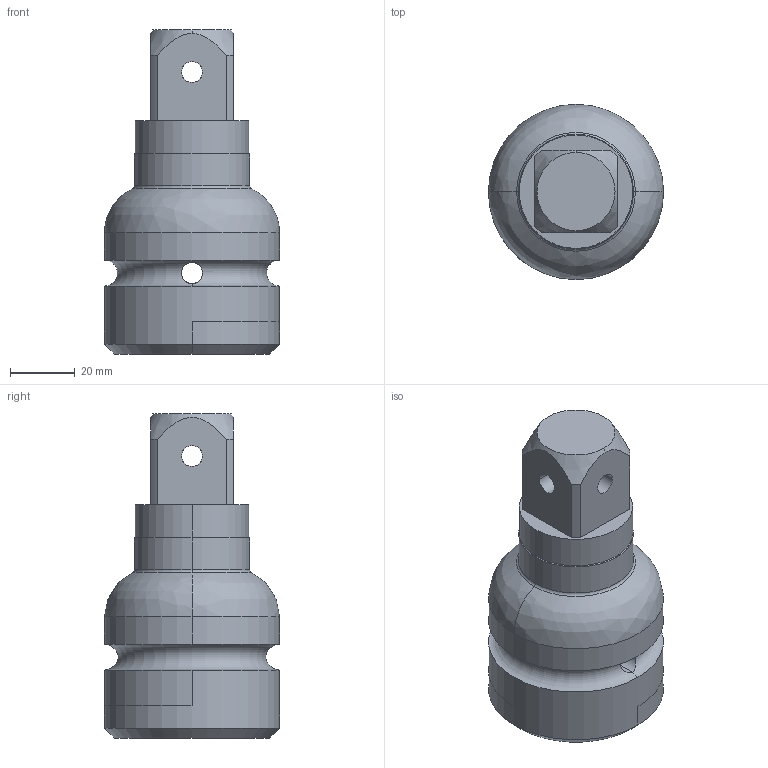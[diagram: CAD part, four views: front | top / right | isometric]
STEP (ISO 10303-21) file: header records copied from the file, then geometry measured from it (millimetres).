
FILE_DESCRIPTION((''),'2;1');
FILE_NAME('4027045220','2023-08-10T12:51:59',('a00528554'),(''),'CREO PARAMETRIC BY PTC INC, 2022414','CREO PARAMETRIC BY PTC INC, 2022414','');
FILE_SCHEMA(('CONFIG_CONTROL_DESIGN','GEOMETRIC_VALIDATION_PROPERTIES_MIM'));
Length unit declared in the file: millimetre
Products named in the file (1): 4027045220
Bounding box: 54 x 54 x 100 mm (x, y, z)
Volume: 113133.4 mm3; surface area: 22080.4 mm2
Topology: 1 solids, 1 shells, 58 faces, 152 edges, 94 vertices
Faces by surface type: cylinder 30, plane 12, cone 10, torus 4, bspline 2
Entity records: 2718 total; most frequent: CARTESIAN_POINT 637, DIRECTION 310, ORIENTED_EDGE 304, PRESENTATION_STYLE_ASSIGNMENT 157, STYLED_ITEM 153, CURVE_STYLE 152, EDGE_CURVE 152, AXIS2_PLACEMENT_3D 126
